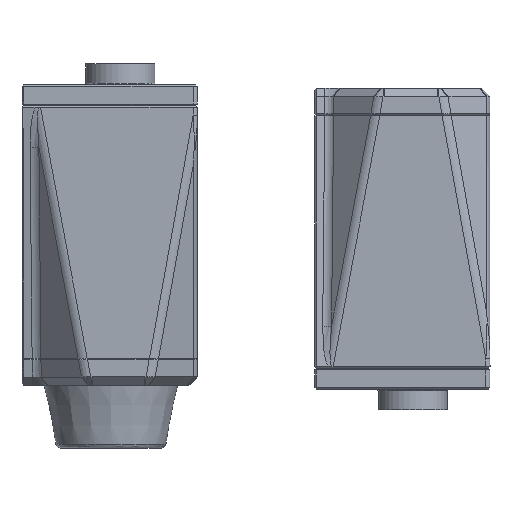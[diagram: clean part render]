
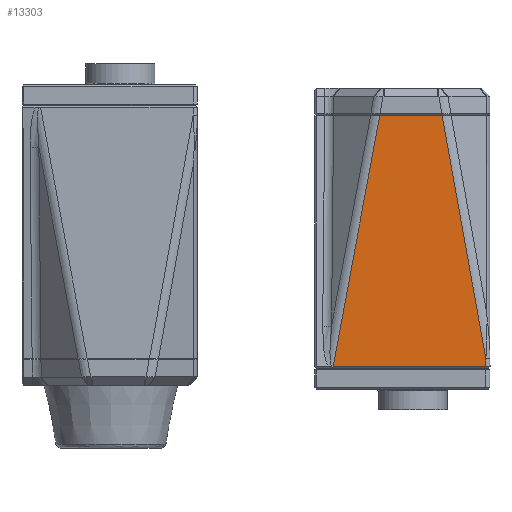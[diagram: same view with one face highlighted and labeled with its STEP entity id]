
A CAD part, front view. The second image highlights one B-rep face of the part: STEP entity #13303.
In plain terms, the highlighted planar face has unit normal (0, -1, 0).
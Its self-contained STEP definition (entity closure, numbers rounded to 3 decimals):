
#936=PLANE('',#14132);
#1512=FACE_OUTER_BOUND('',#2319,.T.);
#2319=EDGE_LOOP('',(#10015,#10016,#10017,#10018,#10019));
#2970=LINE('',#17943,#4240);
#3264=LINE('',#20323,#4534);
#3284=LINE('',#20652,#4554);
#3285=LINE('',#20654,#4555);
#3286=LINE('',#20655,#4556);
#4240=VECTOR('',#14897,10.);
#4534=VECTOR('',#15461,10.);
#4554=VECTOR('',#15545,1.);
#4555=VECTOR('',#15548,10.);
#4556=VECTOR('',#15549,10.);
#5760=VERTEX_POINT('',#17940);
#5761=VERTEX_POINT('',#17942);
#6059=VERTEX_POINT('',#20313);
#6061=VERTEX_POINT('',#20319);
#6076=VERTEX_POINT('',#20644);
#7022=EDGE_CURVE('',#5761,#5760,#2970,.T.);
#7478=EDGE_CURVE('',#6059,#6061,#3264,.T.);
#7519=EDGE_CURVE('',#6076,#6059,#3284,.T.);
#7520=EDGE_CURVE('',#5761,#6076,#3285,.T.);
#7521=EDGE_CURVE('',#6061,#5760,#3286,.T.);
#10015=ORIENTED_EDGE('',*,*,#7478,.F.);
#10016=ORIENTED_EDGE('',*,*,#7519,.F.);
#10017=ORIENTED_EDGE('',*,*,#7520,.F.);
#10018=ORIENTED_EDGE('',*,*,#7022,.T.);
#10019=ORIENTED_EDGE('',*,*,#7521,.F.);
#13303=ADVANCED_FACE('',(#1512),#936,.F.);
#14132=AXIS2_PLACEMENT_3D('',#20653,#15546,#15547);
#14897=DIRECTION('',(-1.,0.,0.));
#15461=DIRECTION('',(-1.,0.,0.));
#15545=DIRECTION('',(0.,0.,-1.));
#15546=DIRECTION('center_axis',(0.,1.,0.));
#15547=DIRECTION('ref_axis',(0.,0.,1.));
#15548=DIRECTION('',(0.177,0.,-0.984));
#15549=DIRECTION('',(0.183,0.,0.983));
#17940=CARTESIAN_POINT('',(223.597,-250.,65.5));
#17942=CARTESIAN_POINT('',(238.524,-250.,65.5));
#17943=CARTESIAN_POINT('',(239.5,-250.,65.5));
#20313=CARTESIAN_POINT('',(249.,-250.,5.4));
#20319=CARTESIAN_POINT('',(212.432,-250.,5.4));
#20323=CARTESIAN_POINT('',(241.511,-250.,5.4));
#20644=CARTESIAN_POINT('',(249.,-250.,7.233));
#20652=CARTESIAN_POINT('',(249.,-250.,5.));
#20653=CARTESIAN_POINT('Origin',(250.,-250.,5.));
#20654=CARTESIAN_POINT('',(243.992,-250.,35.087));
#20655=CARTESIAN_POINT('',(218.584,-250.,38.514));
